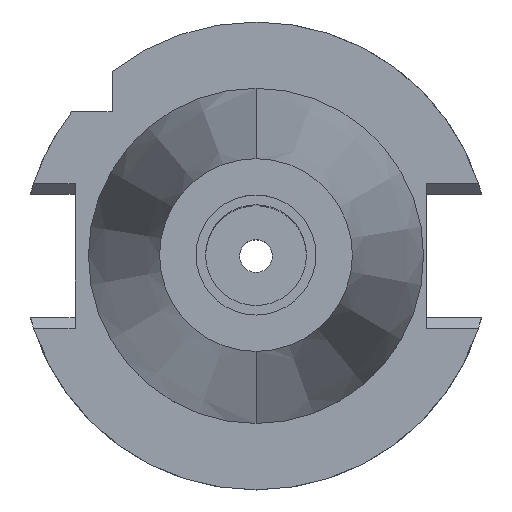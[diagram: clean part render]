
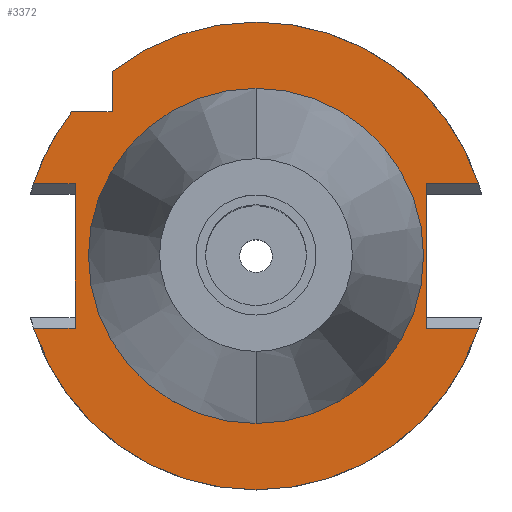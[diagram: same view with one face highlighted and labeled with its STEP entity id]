
A CAD part, top view. The second image highlights one B-rep face of the part: STEP entity #3372.
In plain terms, the highlighted planar face has unit normal (0, 0, 1).
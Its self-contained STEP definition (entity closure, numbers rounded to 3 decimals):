
#964=DIRECTION('',(0.,-1.,0.));
#965=VECTOR('',#964,30.1);
#966=CARTESIAN_POINT('',(-37.7,15.05,-1.5));
#967=LINE('',#966,#965);
#1027=DIRECTION('',(-1.,0.,0.));
#1028=VECTOR('',#1027,8.426);
#1029=CARTESIAN_POINT('',(-30.,30.,-1.5));
#1030=LINE('',#1029,#1028);
#1051=DIRECTION('',(0.,1.,0.));
#1052=VECTOR('',#1051,8.426);
#1053=CARTESIAN_POINT('',(-30.,30.,-1.5));
#1054=LINE('',#1053,#1052);
#1058=CARTESIAN_POINT('',(0.,0.,-1.5));
#1059=DIRECTION('',(0.,0.,-1.));
#1060=DIRECTION('',(-0.615,0.788,0.));
#1061=AXIS2_PLACEMENT_3D('',#1058,#1059,#1060);
#1066=CARTESIAN_POINT('',(0.,0.,-1.5));
#1067=DIRECTION('',(0.,0.,-1.));
#1068=DIRECTION('',(0.,1.,0.));
#1069=AXIS2_PLACEMENT_3D('',#1066,#1067,#1068);
#1074=DIRECTION('',(0.,-1.,0.));
#1075=VECTOR('',#1074,30.1);
#1076=CARTESIAN_POINT('',(35.5,15.05,-1.5));
#1077=LINE('',#1076,#1075);
#1081=DIRECTION('',(1.,0.,0.));
#1082=VECTOR('',#1081,10.869);
#1083=CARTESIAN_POINT('',(35.5,-15.05,-1.5));
#1084=LINE('',#1083,#1082);
#1088=CARTESIAN_POINT('',(0.,0.,-1.5));
#1089=DIRECTION('',(0.,0.,-1.));
#1090=DIRECTION('',(0.951,-0.309,0.));
#1091=AXIS2_PLACEMENT_3D('',#1088,#1089,#1090);
#1096=CARTESIAN_POINT('',(0.,0.,-1.5));
#1097=DIRECTION('',(0.,0.,-1.));
#1098=DIRECTION('',(0.,-1.,0.));
#1099=AXIS2_PLACEMENT_3D('',#1096,#1097,#1098);
#1104=DIRECTION('',(-1.,0.,0.));
#1105=VECTOR('',#1104,8.669);
#1106=CARTESIAN_POINT('',(-37.7,15.05,-1.5));
#1107=LINE('',#1106,#1105);
#1111=CARTESIAN_POINT('',(0.,0.,-1.5));
#1112=DIRECTION('',(0.,0.,-1.));
#1113=DIRECTION('',(-0.951,0.309,0.));
#1114=AXIS2_PLACEMENT_3D('',#1111,#1112,#1113);
#1119=CARTESIAN_POINT('',(0.,0.,-1.5));
#1120=DIRECTION('',(0.,0.,1.));
#1121=DIRECTION('',(0.,-1.,0.));
#1122=AXIS2_PLACEMENT_3D('',#1119,#1120,#1121);
#1127=CARTESIAN_POINT('',(0.,0.,-1.5));
#1128=DIRECTION('',(0.,0.,1.));
#1129=DIRECTION('',(0.,1.,0.));
#1130=AXIS2_PLACEMENT_3D('',#1127,#1128,#1129);
#1152=CARTESIAN_POINT('',(46.369,15.05,-1.5));
#1318=DIRECTION('',(1.,0.,0.));
#1319=VECTOR('',#1318,10.869);
#1320=CARTESIAN_POINT('',(35.5,15.05,-1.5));
#1321=LINE('',#1320,#1319);
#1328=CARTESIAN_POINT('',(-46.369,-15.05,-1.5));
#1362=DIRECTION('',(-1.,0.,0.));
#1363=VECTOR('',#1362,8.669);
#1364=CARTESIAN_POINT('',(-37.7,-15.05,-1.5));
#1365=LINE('',#1364,#1363);
#2291=CARTESIAN_POINT('',(-30.,38.426,-1.5));
#2292=VERTEX_POINT('',#2291);
#2293=CARTESIAN_POINT('',(-30.,30.,-1.5));
#2294=VERTEX_POINT('',#2293);
#2324=CARTESIAN_POINT('',(-37.7,15.05,-1.5));
#2325=VERTEX_POINT('',#2324);
#2326=CARTESIAN_POINT('',(-37.7,-15.05,-1.5));
#2327=VERTEX_POINT('',#2326);
#2384=VERTEX_POINT('',#1328);
#2385=CARTESIAN_POINT('',(0.,-48.75,-1.5));
#2386=VERTEX_POINT('',#2385);
#2387=CARTESIAN_POINT('',(46.369,-15.05,-1.5));
#2388=VERTEX_POINT('',#2387);
#2392=VERTEX_POINT('',#1152);
#2393=CARTESIAN_POINT('',(0.,48.75,-1.5));
#2394=VERTEX_POINT('',#2393);
#2395=CARTESIAN_POINT('',(-38.426,30.,-1.5));
#2396=VERTEX_POINT('',#2395);
#2397=CARTESIAN_POINT('',(-46.369,15.05,-1.5));
#2398=VERTEX_POINT('',#2397);
#2399=CARTESIAN_POINT('',(35.5,15.05,-1.5));
#2400=VERTEX_POINT('',#2399);
#2401=CARTESIAN_POINT('',(35.5,-15.05,-1.5));
#2402=VERTEX_POINT('',#2401);
#2403=CARTESIAN_POINT('',(0.,-34.925,-1.5));
#2404=CARTESIAN_POINT('',(0.,34.925,-1.5));
#2405=VERTEX_POINT('',#2403);
#2406=VERTEX_POINT('',#2404);
#3337=CARTESIAN_POINT('',(0.,0.,-1.5));
#3338=DIRECTION('',(0.,0.,-1.));
#3339=DIRECTION('',(0.,-1.,0.));
#3340=AXIS2_PLACEMENT_3D('',#3337,#3338,#3339);
#3341=PLANE('',#3340);
#3342=ORIENTED_EDGE('',*,*,#3117,.T.);
#3344=ORIENTED_EDGE('',*,*,#3343,.T.);
#3346=ORIENTED_EDGE('',*,*,#3345,.T.);
#3348=ORIENTED_EDGE('',*,*,#3347,.F.);
#3349=ORIENTED_EDGE('',*,*,#3177,.T.);
#3351=ORIENTED_EDGE('',*,*,#3350,.T.);
#3353=ORIENTED_EDGE('',*,*,#3352,.T.);
#3355=ORIENTED_EDGE('',*,*,#3354,.T.);
#3357=ORIENTED_EDGE('',*,*,#3356,.F.);
#3358=ORIENTED_EDGE('',*,*,#3264,.F.);
#3360=ORIENTED_EDGE('',*,*,#3359,.T.);
#3362=ORIENTED_EDGE('',*,*,#3361,.T.);
#3363=ORIENTED_EDGE('',*,*,#3319,.F.);
#3364=EDGE_LOOP('',(#3342,#3344,#3346,#3348,#3349,#3351,#3353,#3355,#3357,#3358,
#3360,#3362,#3363));
#3365=FACE_OUTER_BOUND('',#3364,.F.);
#3367=ORIENTED_EDGE('',*,*,#3366,.T.);
#3369=ORIENTED_EDGE('',*,*,#3368,.T.);
#3370=EDGE_LOOP('',(#3367,#3369));
#3371=FACE_BOUND('',#3370,.F.);
#1062=CIRCLE('',#1061,48.75);
#1070=CIRCLE('',#1069,48.75);
#1092=CIRCLE('',#1091,48.75);
#1100=CIRCLE('',#1099,48.75);
#1115=CIRCLE('',#1114,48.75);
#1123=CIRCLE('',#1122,34.925);
#1131=CIRCLE('',#1130,34.925);
#3117=EDGE_CURVE('',#2294,#2292,#1054,.T.);
#3177=EDGE_CURVE('',#2400,#2402,#1077,.T.);
#3264=EDGE_CURVE('',#2325,#2327,#967,.T.);
#3319=EDGE_CURVE('',#2294,#2396,#1030,.T.);
#3343=EDGE_CURVE('',#2292,#2394,#1062,.T.);
#3345=EDGE_CURVE('',#2394,#2392,#1070,.T.);
#3347=EDGE_CURVE('',#2400,#2392,#1321,.T.);
#3350=EDGE_CURVE('',#2402,#2388,#1084,.T.);
#3352=EDGE_CURVE('',#2388,#2386,#1092,.T.);
#3354=EDGE_CURVE('',#2386,#2384,#1100,.T.);
#3356=EDGE_CURVE('',#2327,#2384,#1365,.T.);
#3359=EDGE_CURVE('',#2325,#2398,#1107,.T.);
#3361=EDGE_CURVE('',#2398,#2396,#1115,.T.);
#3366=EDGE_CURVE('',#2405,#2406,#1123,.T.);
#3368=EDGE_CURVE('',#2406,#2405,#1131,.T.);
#3372=ADVANCED_FACE('',(#3365,#3371),#3341,.F.);
